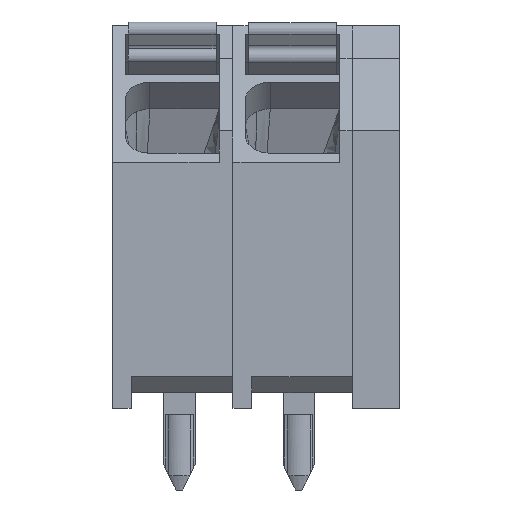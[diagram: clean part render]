
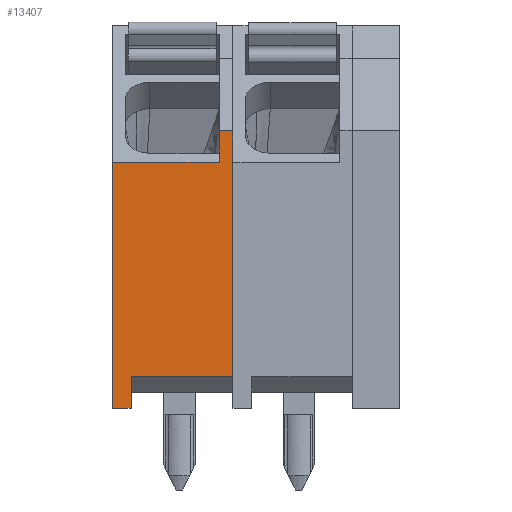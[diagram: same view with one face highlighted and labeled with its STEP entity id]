
A CAD part, front view. The second image highlights one B-rep face of the part: STEP entity #13407.
In plain terms, the highlighted planar face has unit normal (0, -1, 0).
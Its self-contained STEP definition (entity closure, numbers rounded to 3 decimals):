
#3630=ORIENTED_EDGE('',*,*,#6039,.T.);
#3631=ORIENTED_EDGE('',*,*,#6040,.T.);
#3632=ORIENTED_EDGE('',*,*,#5944,.F.);
#3633=ORIENTED_EDGE('',*,*,#6041,.T.);
#3634=ORIENTED_EDGE('',*,*,#6042,.T.);
#3635=ORIENTED_EDGE('',*,*,#5997,.T.);
#3636=ORIENTED_EDGE('',*,*,#6043,.T.);
#3637=ORIENTED_EDGE('',*,*,#6044,.F.);
#5944=EDGE_CURVE('',#7387,#7388,#8833,.T.);
#5997=EDGE_CURVE('',#7432,#7431,#8877,.T.);
#6039=EDGE_CURVE('',#7471,#7472,#8906,.T.);
#6040=EDGE_CURVE('',#7472,#7388,#8907,.T.);
#6041=EDGE_CURVE('',#7387,#7473,#8908,.T.);
#6042=EDGE_CURVE('',#7473,#7432,#8909,.T.);
#6043=EDGE_CURVE('',#7431,#7474,#8910,.T.);
#6044=EDGE_CURVE('',#7471,#7474,#8911,.T.);
#7387=VERTEX_POINT('',#21557);
#7388=VERTEX_POINT('',#21559);
#7431=VERTEX_POINT('',#21659);
#7432=VERTEX_POINT('',#21661);
#7471=VERTEX_POINT('',#21754);
#7472=VERTEX_POINT('',#21755);
#7473=VERTEX_POINT('',#21758);
#7474=VERTEX_POINT('',#21761);
#8833=LINE('',#21558,#10364);
#8877=LINE('',#21660,#10408);
#8906=LINE('',#21753,#10437);
#8907=LINE('',#21756,#10438);
#8908=LINE('',#21757,#10439);
#8909=LINE('',#21759,#10440);
#8910=LINE('',#21760,#10441);
#8911=LINE('',#21762,#10442);
#10364=VECTOR('',#17573,1000.);
#10408=VECTOR('',#17645,1000.);
#10437=VECTOR('',#17724,1000.);
#10438=VECTOR('',#17725,1000.);
#10439=VECTOR('',#17726,1000.);
#10440=VECTOR('',#17727,1000.);
#10441=VECTOR('',#17728,1000.);
#10442=VECTOR('',#17729,1000.);
#11326=EDGE_LOOP('',(#3630,#3631,#3632,#3633,#3634,#3635,#3636,#3637));
#12128=FACE_BOUND('',#11326,.T.);
#12731=PLANE('',#14525);
#13407=ADVANCED_FACE('',(#12128),#12731,.F.);
#14525=AXIS2_PLACEMENT_3D('',#21752,#17722,#17723);
#17573=DIRECTION('',(0.,0.,-1.));
#17645=DIRECTION('',(-1.,0.,0.));
#17722=DIRECTION('',(0.,1.,0.));
#17723=DIRECTION('',(0.,0.,1.));
#17724=DIRECTION('',(0.,0.,1.));
#17725=DIRECTION('',(1.,0.,0.));
#17726=DIRECTION('',(-1.,0.,0.));
#17727=DIRECTION('',(0.,0.,-1.));
#17728=DIRECTION('',(0.,0.,-1.));
#17729=DIRECTION('',(-1.,0.,0.));
#21557=CARTESIAN_POINT('',(1.92,-6.,4.85));
#21558=CARTESIAN_POINT('',(1.92,-6.,4.85));
#21559=CARTESIAN_POINT('',(1.92,-6.,-2.99));
#21659=CARTESIAN_POINT('',(-1.92,-6.,3.86));
#21660=CARTESIAN_POINT('',(1.48,-6.,3.86));
#21661=CARTESIAN_POINT('',(1.48,-6.,3.86));
#21752=CARTESIAN_POINT('',(1.92,-6.,4.85));
#21753=CARTESIAN_POINT('',(-1.33,-6.,-4.));
#21754=CARTESIAN_POINT('',(-1.33,-6.,-4.));
#21755=CARTESIAN_POINT('',(-1.33,-6.,-2.99));
#21756=CARTESIAN_POINT('',(1.92,-6.,-2.99));
#21757=CARTESIAN_POINT('',(1.92,-6.,4.85));
#21758=CARTESIAN_POINT('',(1.48,-6.,4.85));
#21759=CARTESIAN_POINT('',(1.48,-6.,3.86));
#21760=CARTESIAN_POINT('',(-1.92,-6.,4.85));
#21761=CARTESIAN_POINT('',(-1.92,-6.,-4.));
#21762=CARTESIAN_POINT('',(1.92,-6.,-4.));
